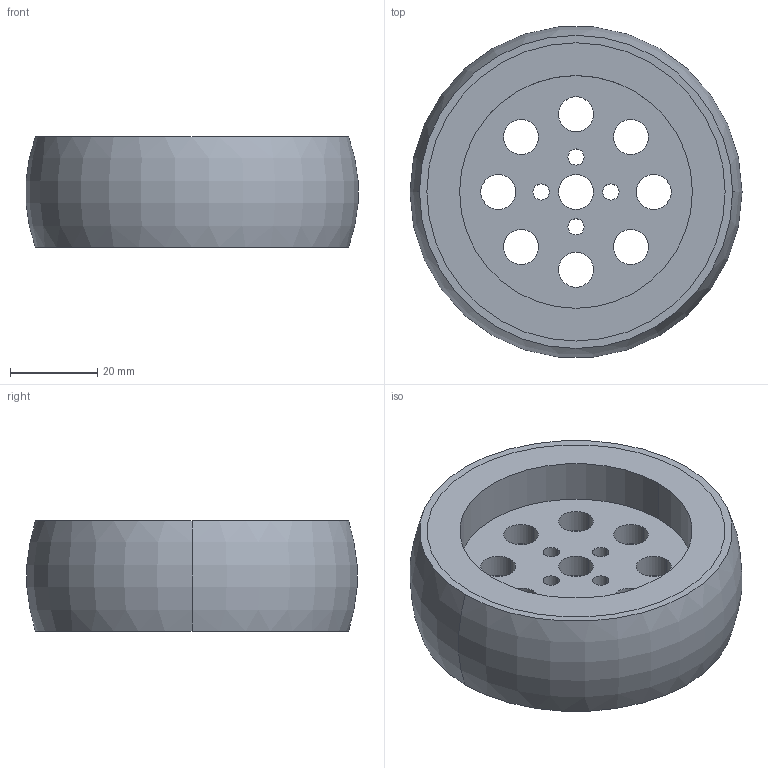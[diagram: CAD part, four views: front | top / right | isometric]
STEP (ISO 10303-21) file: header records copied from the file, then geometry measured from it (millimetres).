
FILE_DESCRIPTION (( 'STEP AP214' ), '1' );
FILE_NAME ('Wheel 76.2mm (3in).step', '2017-10-17T01:30:18', ( '' ), ( '' ), 'SwSTEP 2.0', 'SolidWorks 2017', '' );
FILE_SCHEMA (( 'AUTOMOTIVE_DESIGN' ));
Length unit declared in the file: millimetre
Products named in the file (1): Wheel 76.2mm (3in)
Bounding box: 76.02 x 75.6 x 25.3 mm (x, y, z)
Volume: 63894.5 mm3; surface area: 30099.7 mm2
Topology: 2 solids, 2 shells, 54 faces, 132 edges, 88 vertices
Faces by surface type: cylinder 42, plane 10, torus 2
Entity records: 1745 total; most frequent: DIRECTION 332, CARTESIAN_POINT 275, ORIENTED_EDGE 264, AXIS2_PLACEMENT_3D 145, EDGE_CURVE 132, CIRCLE 90, VERTEX_POINT 88, EDGE_LOOP 88
